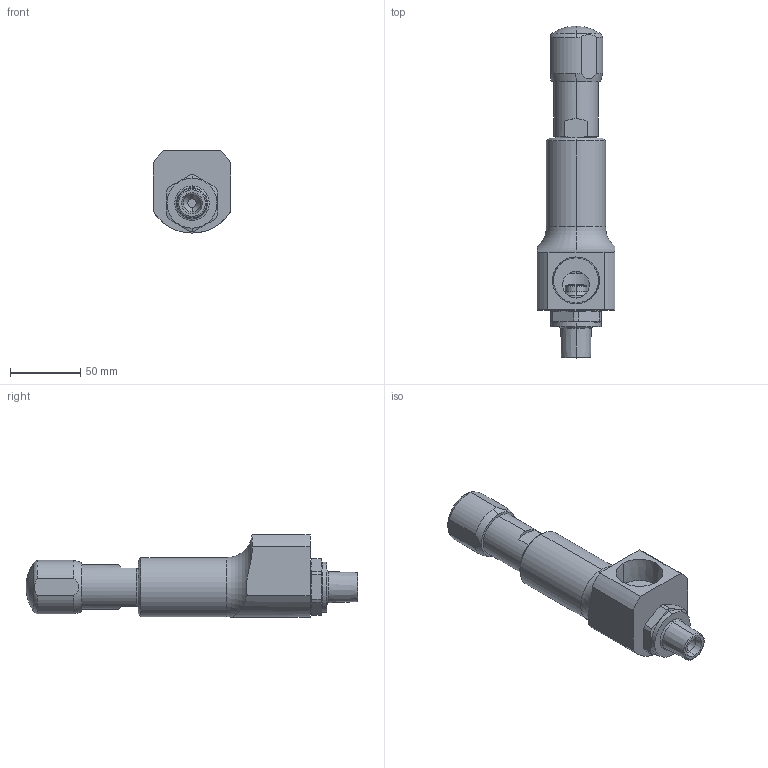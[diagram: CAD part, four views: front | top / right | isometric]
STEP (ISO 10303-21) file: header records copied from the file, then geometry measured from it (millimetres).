
FILE_DESCRIPTION((''),'2;1');
FILE_NAME('TYPE437-DO10-H4-LONG-V61V71_ASM','2019-09-18T',('volz'),(''),'PRO/ENGINEER BY PARAMETRIC TECHNOLOGY CORPORATION, 2014430','PRO/ENGINEER BY PARAMETRIC TECHNOLOGY CORPORATION, 2014430','');
FILE_SCHEMA(('CONFIG_CONTROL_DESIGN'));
Length unit declared in the file: millimetre
Products named in the file (4): 123-7009-01-B02; 140-0809-02-B01; 136-4409-06-B02; TYPE437-DO10-H4-LONG-V61V71_ASM
Assembly tree (3 placements, depth 2):
  TYPE437-DO10-H4-LONG-V61V71_ASM
    123-7009-01-B02
    140-0809-02-B01
    136-4409-06-B02
Bounding box: 55 x 235.5 x 58.2 mm (x, y, z)
Volume: 240695.4 mm3; surface area: 55284.4 mm2
Topology: 3 solids, 3 shells, 209 faces, 509 edges, 321 vertices
Faces by surface type: plane 92, cylinder 61, cone 36, torus 18, sphere 2
Entity records: 6501 total; most frequent: CARTESIAN_POINT 1392, DIRECTION 1099, ORIENTED_EDGE 1014, EDGE_CURVE 507, AXIS2_PLACEMENT_3D 416, VERTEX_POINT 321, VECTOR 267, LINE 267
